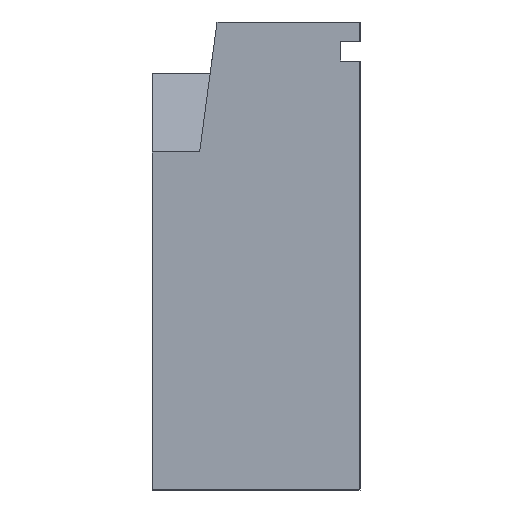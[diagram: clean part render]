
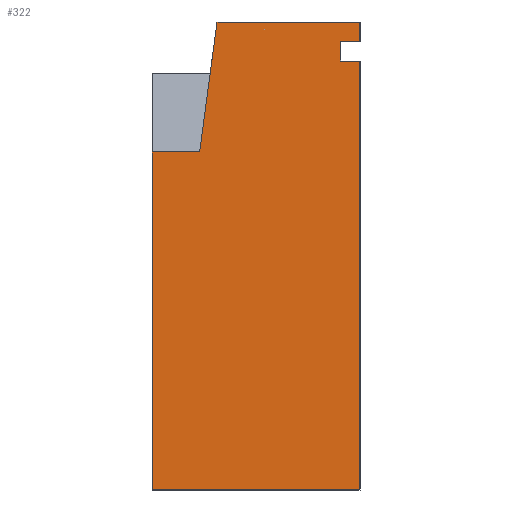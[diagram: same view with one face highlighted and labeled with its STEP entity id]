
A CAD part, left-side view. The second image highlights one B-rep face of the part: STEP entity #322.
In plain terms, the highlighted planar face has unit normal (-1, 0, 0).
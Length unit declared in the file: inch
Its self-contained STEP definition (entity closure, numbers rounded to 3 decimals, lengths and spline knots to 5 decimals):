
#16=FACE_OUTER_BOUND('',#33,.T.);
#33=EDGE_LOOP('',(#224,#225,#226,#227,#228,#229,#230,#231,#232,#233));
#59=LINE('',#475,#104);
#60=LINE('',#477,#105);
#61=LINE('',#479,#106);
#62=LINE('',#481,#107);
#63=LINE('',#483,#108);
#64=LINE('',#485,#109);
#65=LINE('',#487,#110);
#66=LINE('',#489,#111);
#67=LINE('',#491,#112);
#68=LINE('',#492,#113);
#104=VECTOR('',#385,0.3937);
#105=VECTOR('',#386,0.3937);
#106=VECTOR('',#387,0.3937);
#107=VECTOR('',#388,0.3937);
#108=VECTOR('',#389,0.3937);
#109=VECTOR('',#390,0.3937);
#110=VECTOR('',#391,0.3937);
#111=VECTOR('',#392,0.3937);
#112=VECTOR('',#393,0.3937);
#113=VECTOR('',#394,0.3937);
#149=VERTEX_POINT('',#473);
#150=VERTEX_POINT('',#474);
#151=VERTEX_POINT('',#476);
#152=VERTEX_POINT('',#478);
#153=VERTEX_POINT('',#480);
#154=VERTEX_POINT('',#482);
#155=VERTEX_POINT('',#484);
#156=VERTEX_POINT('',#486);
#157=VERTEX_POINT('',#488);
#158=VERTEX_POINT('',#490);
#179=EDGE_CURVE('',#149,#150,#59,.T.);
#180=EDGE_CURVE('',#151,#149,#60,.T.);
#181=EDGE_CURVE('',#152,#151,#61,.T.);
#182=EDGE_CURVE('',#153,#152,#62,.T.);
#183=EDGE_CURVE('',#154,#153,#63,.T.);
#184=EDGE_CURVE('',#155,#154,#64,.T.);
#185=EDGE_CURVE('',#156,#155,#65,.T.);
#186=EDGE_CURVE('',#157,#156,#66,.T.);
#187=EDGE_CURVE('',#158,#157,#67,.T.);
#188=EDGE_CURVE('',#150,#158,#68,.T.);
#224=ORIENTED_EDGE('',*,*,#179,.F.);
#225=ORIENTED_EDGE('',*,*,#180,.F.);
#226=ORIENTED_EDGE('',*,*,#181,.F.);
#227=ORIENTED_EDGE('',*,*,#182,.F.);
#228=ORIENTED_EDGE('',*,*,#183,.F.);
#229=ORIENTED_EDGE('',*,*,#184,.F.);
#230=ORIENTED_EDGE('',*,*,#185,.F.);
#231=ORIENTED_EDGE('',*,*,#186,.F.);
#232=ORIENTED_EDGE('',*,*,#187,.F.);
#233=ORIENTED_EDGE('',*,*,#188,.F.);
#305=PLANE('',#353);
#322=ADVANCED_FACE('',(#16),#305,.F.);
#353=AXIS2_PLACEMENT_3D('',#472,#383,#384);
#383=DIRECTION('center_axis',(1.,0.,0.));
#384=DIRECTION('ref_axis',(0.,0.,-1.));
#385=DIRECTION('',(0.,1.,0.));
#386=DIRECTION('',(0.,0.,-1.));
#387=DIRECTION('',(0.,-1.,0.));
#388=DIRECTION('',(0.,0.,-1.));
#389=DIRECTION('',(0.,1.,0.));
#390=DIRECTION('',(0.,0.,-1.));
#391=DIRECTION('',(0.,-1.,0.));
#392=DIRECTION('',(0.,-0.132,0.991));
#393=DIRECTION('',(0.,-1.,0.));
#394=DIRECTION('',(0.,0.,1.));
#472=CARTESIAN_POINT('Origin',(34.875,-4.25,1.5));
#473=CARTESIAN_POINT('',(34.875,-4.25,-8.));
#474=CARTESIAN_POINT('',(34.875,-0.25,-8.));
#475=CARTESIAN_POINT('',(34.875,-2.25,-8.));
#476=CARTESIAN_POINT('',(34.875,-4.25,0.25));
#477=CARTESIAN_POINT('',(34.875,-4.25,-3.25));
#478=CARTESIAN_POINT('',(34.875,-3.875,0.25));
#479=CARTESIAN_POINT('',(34.875,-4.25,0.25));
#480=CARTESIAN_POINT('',(34.875,-3.875,0.625));
#481=CARTESIAN_POINT('',(34.875,-3.875,0.875));
#482=CARTESIAN_POINT('',(34.875,-4.25,0.625));
#483=CARTESIAN_POINT('',(34.875,-4.0625,0.625));
#484=CARTESIAN_POINT('',(34.875,-4.25,1.));
#485=CARTESIAN_POINT('',(34.875,-4.25,1.0625));
#486=CARTESIAN_POINT('',(34.875,-1.5,1.));
#487=CARTESIAN_POINT('',(34.875,-4.25,1.));
#488=CARTESIAN_POINT('',(34.875,-1.16667,-1.5));
#489=CARTESIAN_POINT('',(34.875,-1.55677,1.42576));
#490=CARTESIAN_POINT('',(34.875,-0.25,-1.5));
#491=CARTESIAN_POINT('',(34.875,-2.125,-1.5));
#492=CARTESIAN_POINT('',(34.875,-0.25,-2.5));
